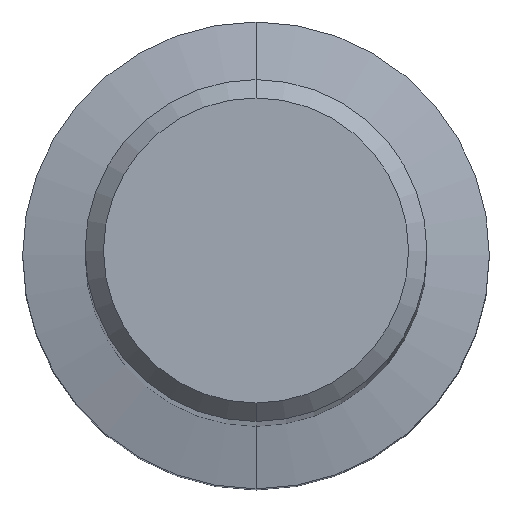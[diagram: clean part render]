
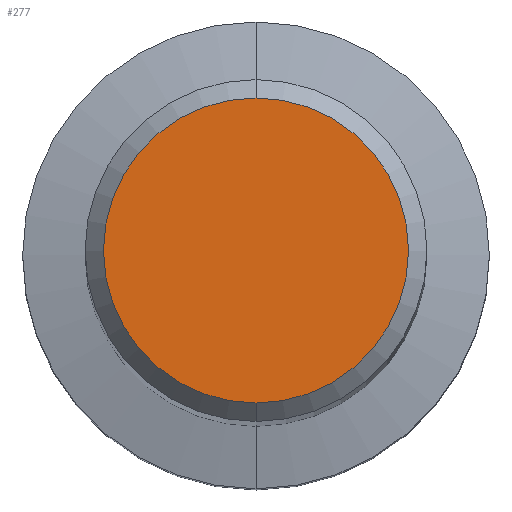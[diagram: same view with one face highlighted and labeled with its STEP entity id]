
A CAD part, top view. The second image highlights one B-rep face of the part: STEP entity #277.
In plain terms, the highlighted planar face has unit normal (0, 0, 1).
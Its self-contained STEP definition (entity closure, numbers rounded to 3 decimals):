
#183=EDGE_CURVE('',#273,#279,#391,.T.);
#273=VERTEX_POINT('',#491);
#275=EDGE_CURVE('',#279,#273,#493,.T.);
#277=ADVANCED_FACE('',(#495),#496,.T.);
#279=VERTEX_POINT('',#498);
#391=CIRCLE('',#632,4.15);
#491=CARTESIAN_POINT('',(0.,-4.15,0.0));
#493=CIRCLE('',#760,4.15);
#495=FACE_OUTER_BOUND('',#762,.T.);
#496=PLANE('',#763);
#498=CARTESIAN_POINT('',(0.0,4.15,0.0));
#632=AXIS2_PLACEMENT_3D('',#883,#884,#885);
#760=AXIS2_PLACEMENT_3D('',#1004,#1005,#1006);
#762=EDGE_LOOP('',(#1008,#1009));
#763=AXIS2_PLACEMENT_3D('',#1010,#1011,#1012);
#883=CARTESIAN_POINT('',(0.0,0.0,0.0));
#884=DIRECTION('',(0.0,0.0,-1.0));
#885=DIRECTION('',(0.0,1.0,0.0));
#1004=CARTESIAN_POINT('',(0.0,0.0,0.0));
#1005=DIRECTION('',(0.0,0.0,-1.0));
#1006=DIRECTION('',(0.0,1.0,0.0));
#1008=ORIENTED_EDGE('',*,*,#275,.F.);
#1009=ORIENTED_EDGE('',*,*,#183,.F.);
#1010=CARTESIAN_POINT('',(0.0,2.075,0.0));
#1011=DIRECTION('',(-0.0,0.0,1.0));
#1012=DIRECTION('',(0.0,-1.0,0.0));
